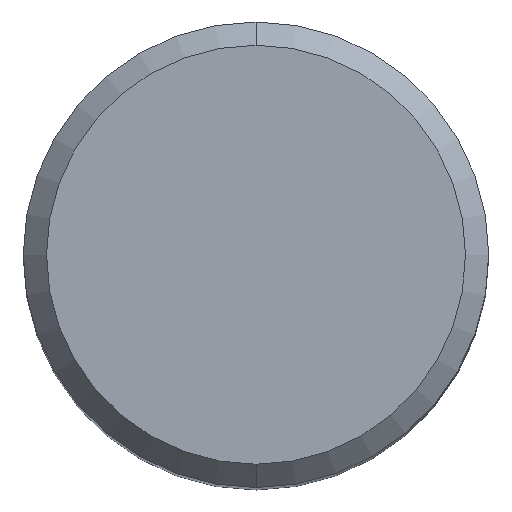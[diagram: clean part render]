
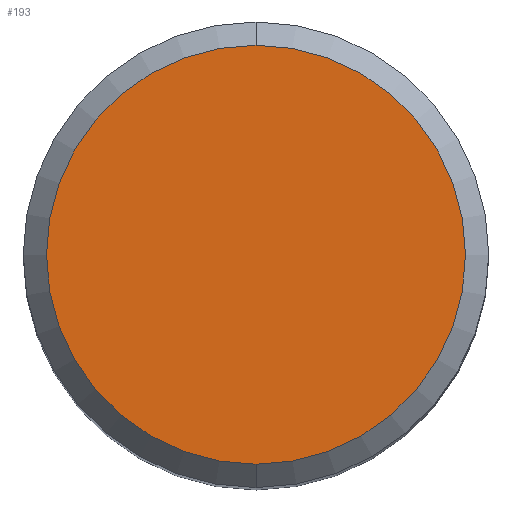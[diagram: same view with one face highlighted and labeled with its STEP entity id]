
A CAD part, top view. The second image highlights one B-rep face of the part: STEP entity #193.
In plain terms, the highlighted planar face has unit normal (0, 0, 1).
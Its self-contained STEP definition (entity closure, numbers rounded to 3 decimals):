
#111=EDGE_CURVE('',#151,#185,#250,.T.);
#149=EDGE_CURVE('',#185,#151,#292,.T.);
#151=VERTEX_POINT('',#294);
#185=VERTEX_POINT('',#331);
#193=ADVANCED_FACE('',(#340),#341,.T.);
#250=CIRCLE('',#403,7.2);
#292=CIRCLE('',#458,7.2);
#294=CARTESIAN_POINT('',(0.0,7.2,0.0));
#331=CARTESIAN_POINT('',(0.,-7.2,0.0));
#340=FACE_OUTER_BOUND('',#517,.T.);
#341=PLANE('',#518);
#403=AXIS2_PLACEMENT_3D('',#575,#576,#577);
#458=AXIS2_PLACEMENT_3D('',#623,#624,#625);
#517=EDGE_LOOP('',(#680,#681));
#518=AXIS2_PLACEMENT_3D('',#682,#683,#684);
#575=CARTESIAN_POINT('',(0.0,0.0,0.0));
#576=DIRECTION('',(0.0,0.0,-1.0));
#577=DIRECTION('',(0.0,1.0,0.0));
#623=CARTESIAN_POINT('',(0.0,0.0,0.0));
#624=DIRECTION('',(0.0,0.0,-1.0));
#625=DIRECTION('',(0.0,1.0,0.0));
#680=ORIENTED_EDGE('',*,*,#111,.F.);
#681=ORIENTED_EDGE('',*,*,#149,.F.);
#682=CARTESIAN_POINT('',(0.0,3.6,0.0));
#683=DIRECTION('',(-0.0,0.0,1.0));
#684=DIRECTION('',(0.0,-1.0,0.0));
